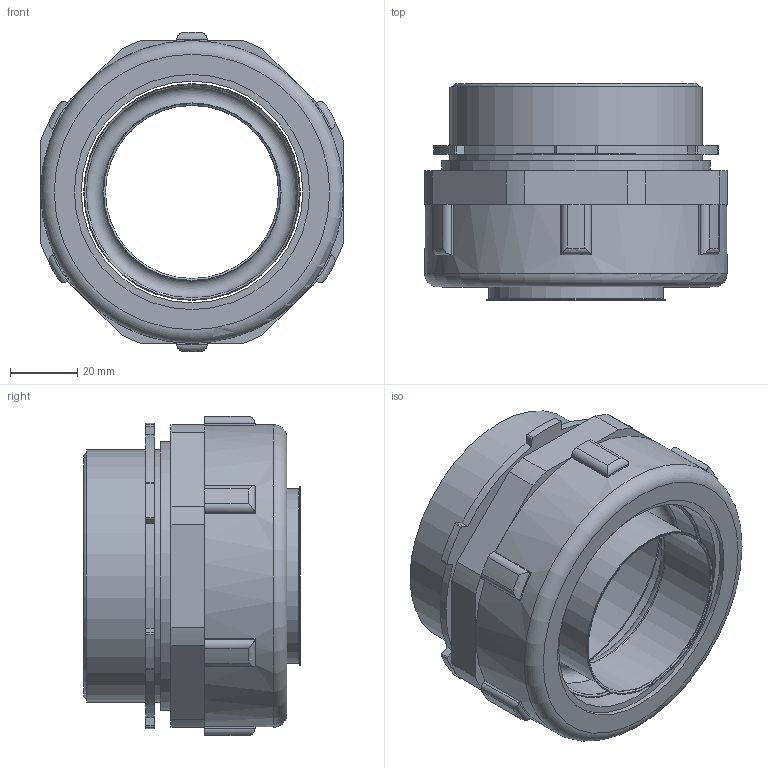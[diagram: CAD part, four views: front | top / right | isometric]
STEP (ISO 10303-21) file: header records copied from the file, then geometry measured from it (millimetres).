
FILE_DESCRIPTION(('STEP AP203'), '1');
FILE_NAME('Ìóôòà ââîäíàÿ äëÿ ìåòàëëîðóêàâà ÂÌ-60 ãàéêà ïîä ãàçîâûé êëþ÷', '', ('UNSPECIFIED'), ('UNSPECIFIED'), 'ASCON STEP Converter 1.6', 'ASCON Math Kernel', '');
FILE_SCHEMA(('CONFIG_CONTROL_DESIGN'));
Length unit declared in the file: millimetre
Products named in the file (1): -10
Bounding box: 90 x 64.5 x 94.98 mm (x, y, z)
Volume: 124027.9 mm3; surface area: 84083.9 mm2
Topology: 7 solids, 7 shells, 145 faces, 379 edges, 255 vertices
Faces by surface type: cylinder 70, plane 59, torus 14, cone 2
Full cylindrical faces by diameter (mm): 51.5 x1, 52 x1, 53 x1, 63 x1, 63.5 x1, 64.5 x1, 66 x1, 67 x1, 70 x4, 71 x1, 73.835 x1, 75 x2, 75.184 x1, 76 x1, 80 x1, 90 x1
Entity records: 5856 total; most frequent: CARTESIAN_POINT 998, DIRECTION 790, ORIENTED_EDGE 698, EDGE_CURVE 349, AXIS2_PLACEMENT_3D 319, VERTEX_POINT 255, EDGE_LOOP 196, CIRCLE 173
